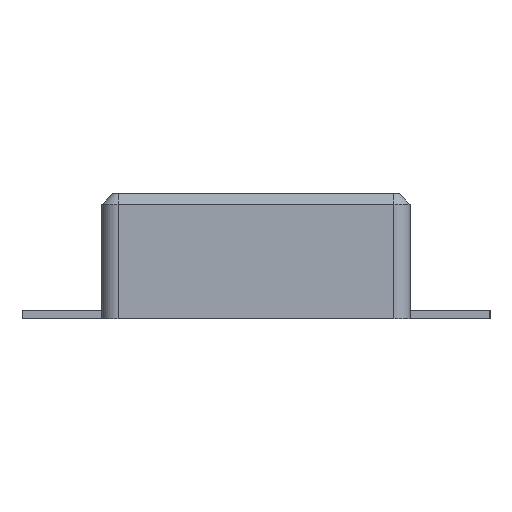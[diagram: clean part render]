
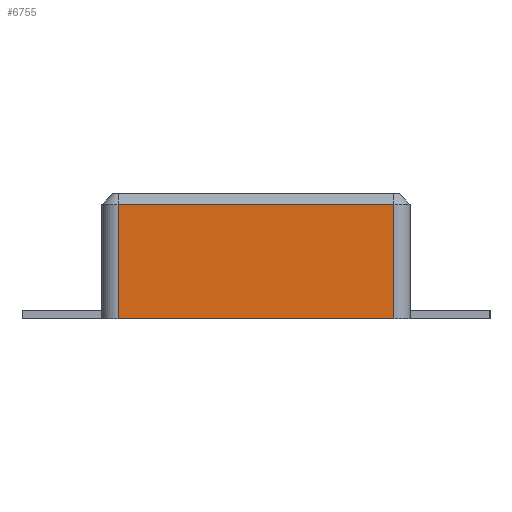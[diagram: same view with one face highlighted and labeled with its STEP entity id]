
A CAD part, left-side view. The second image highlights one B-rep face of the part: STEP entity #6755.
In plain terms, the highlighted planar face has unit normal (-1, 0, 0).
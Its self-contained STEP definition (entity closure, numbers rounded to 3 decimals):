
#12=DIRECTION('',(0.,0.,1.));
#61=VECTOR('',#12,1.);
#79=VECTOR('',#80,1.);
#80=DIRECTION('',(0.,-1.,0.));
#83=DIRECTION('',(1.,0.,0.));
#3078=VERTEX_POINT('',#3079);
#3079=CARTESIAN_POINT('',(-6.475,1.265,0.));
#3084=ORIENTED_EDGE('',*,*,#3085,.T.);
#3085=EDGE_CURVE('',#3078,#3086,#3088,.T.);
#3086=VERTEX_POINT('',#3087);
#3087=CARTESIAN_POINT('',(-6.475,1.265,1.05));
#3088=LINE('',#3079,#61);
#3104=VERTEX_POINT('',#3105);
#3105=CARTESIAN_POINT('',(-6.475,-1.265,0.));
#3109=ORIENTED_EDGE('',*,*,#3110,.F.);
#3110=EDGE_CURVE('',#3078,#3104,#3111,.T.);
#3111=LINE('',#3112,#79);
#3112=CARTESIAN_POINT('',(-6.475,1.415,0.));
#6755=ADVANCED_FACE('',(#6756),#6766,.F.);
#6756=FACE_BOUND('',#6757,.F.);
#6757=EDGE_LOOP('',(#3084,#6758,#6763,#3109));
#6758=ORIENTED_EDGE('',*,*,#6759,.T.);
#6759=EDGE_CURVE('',#3086,#6760,#6762,.T.);
#6760=VERTEX_POINT('',#6761);
#6761=CARTESIAN_POINT('',(-6.475,-1.265,1.05));
#6762=LINE('',#3087,#79);
#6763=ORIENTED_EDGE('',*,*,#6764,.F.);
#6764=EDGE_CURVE('',#3104,#6760,#6765,.T.);
#6765=LINE('',#3105,#61);
#6766=PLANE('',#6767);
#6767=AXIS2_PLACEMENT_3D('',#3112,#83,#80);
